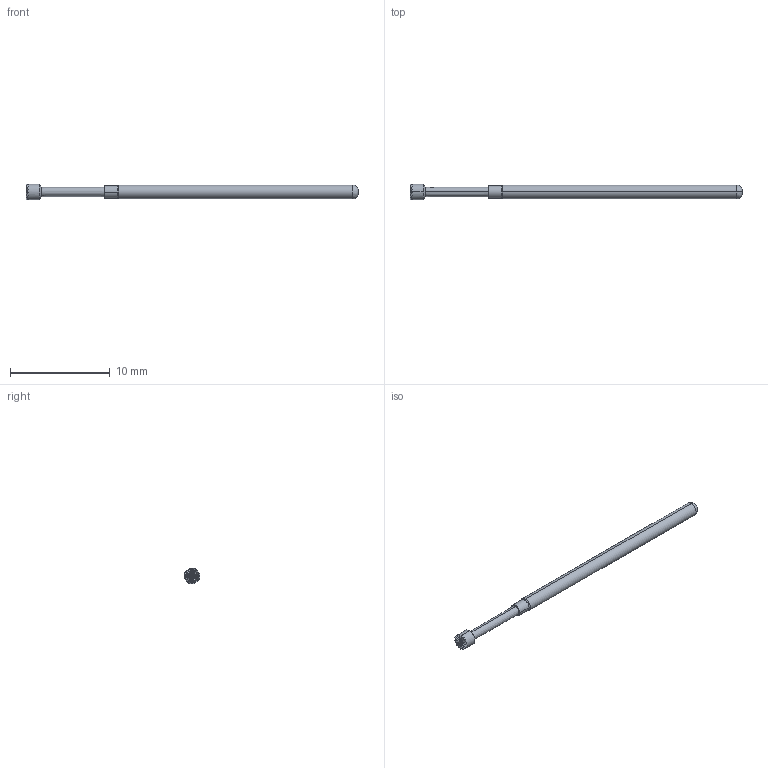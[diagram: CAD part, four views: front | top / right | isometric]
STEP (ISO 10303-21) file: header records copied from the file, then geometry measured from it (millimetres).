
FILE_DESCRIPTION (( 'STEP AP214' ), '1' );
FILE_NAME ('100-PRP2526_.STEP', '2016-05-26T12:40:42', ( 'spare' ), ( '' ), 'SwSTEP 2.0', 'SolidWorks 2016', '' );
FILE_SCHEMA (( 'AUTOMOTIVE_DESIGN' ));
Length unit declared in the file: inch
Products named in the file (1): 100-PRP2526_
Bounding box: 33.27 x 1.57 x 1.57 mm (x, y, z)
Volume: 43.6 mm3; surface area: 138.8 mm2
Topology: 1 solids, 1 shells, 66 faces, 166 edges, 103 vertices
Faces by surface type: cone 40, cylinder 22, torus 2, plane 2
Entity records: 2956 total; most frequent: CARTESIAN_POINT 630, ORIENTED_EDGE 332, DIRECTION 256, EDGE_CURVE 166, AXIS2_PLACEMENT_3D 121, VERTEX_POINT 103, B_SPLINE_CURVE_WITH_KNOTS 98, LENGTH_MEASURE_WITH_UNIT 69
